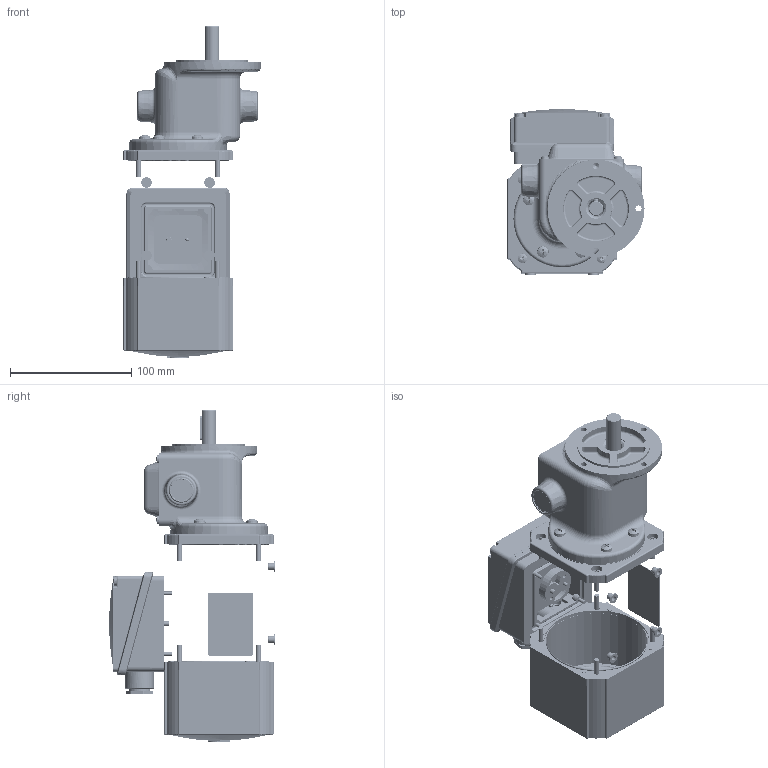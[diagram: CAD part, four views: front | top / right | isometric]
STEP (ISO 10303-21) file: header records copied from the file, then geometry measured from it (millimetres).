
FILE_DESCRIPTION (( 'STEP AP214' ), '1' );
FILE_NAME ('Motor IGKU80-40B mit Getr. Z5.STEP', '2017-12-07T13:56:08', ( 'gfeller' ), ( '' ), 'SwSTEP 2.0', 'SolidWorks 2017', '' );
FILE_SCHEMA (( 'AUTOMOTIVE_DESIGN' ));
Length unit declared in the file: millimetre
Products named in the file (1): Motor IGKU80-40B mit Getr. Z5
Bounding box: 112.98 x 136.43 x 273.5 mm (x, y, z)
Volume: 487282 mm3; surface area: 290979.2 mm2
Topology: 128 solids, 129 shells, 4870 faces, 11364 edges, 6696 vertices
Faces by surface type: plane 1646, cylinder 1606, cone 818, torus 467, bspline 173, sphere 160
Entity records: 212809 total; most frequent: CARTESIAN_POINT 40815, DIRECTION 25273, ORIENTED_EDGE 23272, EDGE_CURVE 11636, AXIS2_PLACEMENT_3D 10109, VERTEX_POINT 7034, EDGE_LOOP 5546, CIRCLE 5238
